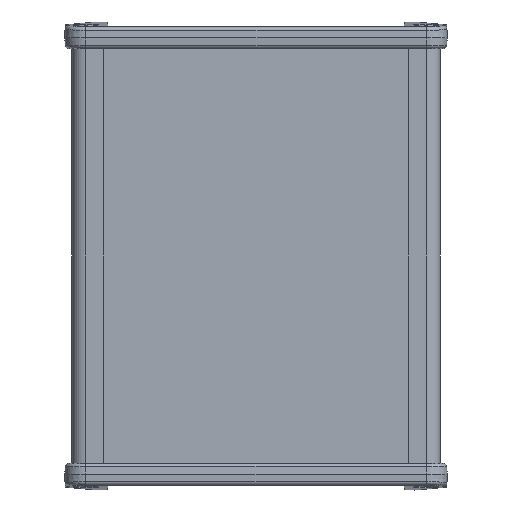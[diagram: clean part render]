
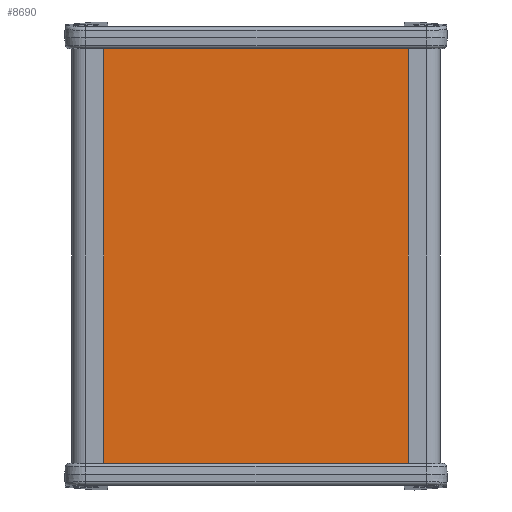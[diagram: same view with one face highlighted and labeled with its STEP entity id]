
A CAD part, front view. The second image highlights one B-rep face of the part: STEP entity #8690.
In plain terms, the highlighted planar face has unit normal (0, -1, 0).
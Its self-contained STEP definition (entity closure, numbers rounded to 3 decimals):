
#597=PLANE('',#9428);
#908=FACE_OUTER_BOUND('',#1336,.T.);
#1336=EDGE_LOOP('',(#7013,#7014,#7015,#7016));
#1777=LINE('',#12732,#2509);
#2029=LINE('',#13456,#2761);
#2067=LINE('',#13530,#2799);
#2068=LINE('',#13532,#2800);
#2509=VECTOR('',#10381,10.);
#2761=VECTOR('',#11049,10.);
#2799=VECTOR('',#11157,10.);
#2800=VECTOR('',#11160,10.);
#3567=VERTEX_POINT('',#12729);
#3568=VERTEX_POINT('',#12731);
#3831=VERTEX_POINT('',#13453);
#3832=VERTEX_POINT('',#13455);
#4592=EDGE_CURVE('',#3568,#3567,#1777,.T.);
#4954=EDGE_CURVE('',#3832,#3831,#2029,.T.);
#4992=EDGE_CURVE('',#3568,#3831,#2067,.T.);
#4993=EDGE_CURVE('',#3567,#3832,#2068,.T.);
#7013=ORIENTED_EDGE('',*,*,#4592,.T.);
#7014=ORIENTED_EDGE('',*,*,#4993,.T.);
#7015=ORIENTED_EDGE('',*,*,#4954,.T.);
#7016=ORIENTED_EDGE('',*,*,#4992,.F.);
#8690=ADVANCED_FACE('',(#908),#597,.T.);
#9428=AXIS2_PLACEMENT_3D('',#13531,#11158,#11159);
#10381=DIRECTION('',(-1.,0.,0.));
#11049=DIRECTION('',(1.,0.,0.));
#11157=DIRECTION('',(0.,0.,-1.));
#11158=DIRECTION('center_axis',(0.,-1.,0.));
#11159=DIRECTION('ref_axis',(0.,0.,-1.));
#11160=DIRECTION('',(0.,0.,-1.));
#12729=CARTESIAN_POINT('',(-43.,-26.556,60.));
#12731=CARTESIAN_POINT('',(43.,-26.556,60.));
#12732=CARTESIAN_POINT('',(43.,-26.556,60.));
#13453=CARTESIAN_POINT('',(43.,-26.556,-60.));
#13455=CARTESIAN_POINT('',(-43.,-26.556,-60.));
#13456=CARTESIAN_POINT('',(43.,-26.556,-60.));
#13530=CARTESIAN_POINT('',(43.,-26.556,0.));
#13531=CARTESIAN_POINT('Origin',(43.,-26.556,0.));
#13532=CARTESIAN_POINT('',(-43.,-26.556,0.));
